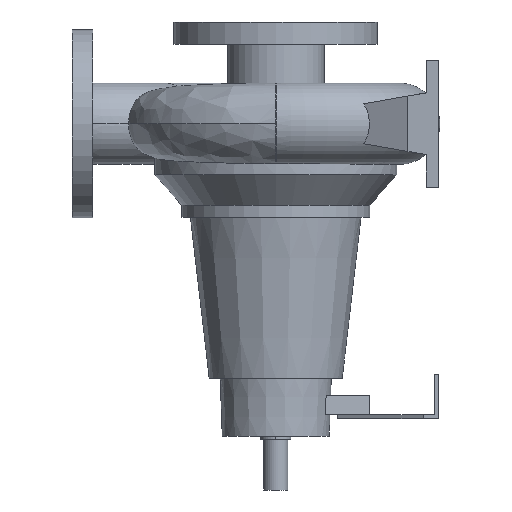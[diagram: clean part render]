
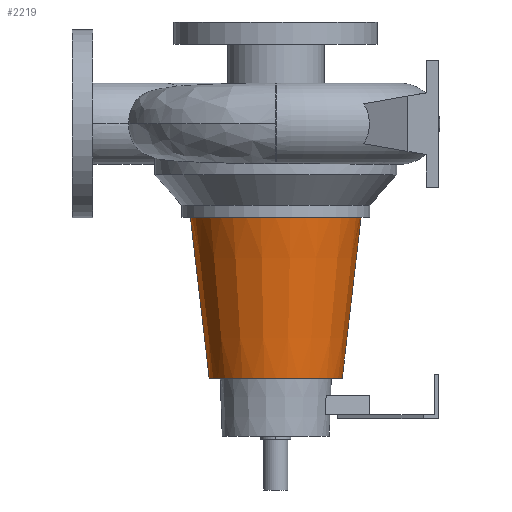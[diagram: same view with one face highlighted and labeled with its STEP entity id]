
A CAD part, left-side view. The second image highlights one B-rep face of the part: STEP entity #2219.
In plain terms, the highlighted conical face has half-angle 6.662 degrees and reference radius 65.4 mm.
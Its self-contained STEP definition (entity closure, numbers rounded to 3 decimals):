
#187 = CARTESIAN_POINT ( 'NONE',  ( 0., -65.4, -250. ) ) ;
#221 = DIRECTION ( 'NONE',  ( 0., 0.116, 0.993 ) ) ;
#289 = CARTESIAN_POINT ( 'NONE',  ( 0., 83.854, -92. ) ) ;
#804 = LINE ( 'NONE', #2917, #5416 ) ;
#856 = CARTESIAN_POINT ( 'NONE',  ( 0., 65.4, -250. ) ) ;
#1129 = VERTEX_POINT ( 'NONE', #4280 ) ;
#1251 = AXIS2_PLACEMENT_3D ( 'NONE', #4991, #1734, #3825 ) ;
#1307 = VERTEX_POINT ( 'NONE', #2977 ) ;
#1564 = CARTESIAN_POINT ( 'NONE',  ( 0., 0., -250. ) ) ;
#1734 = DIRECTION ( 'NONE',  ( 0., 0., 1. ) ) ;
#1760 = VECTOR ( 'NONE', #1768, 1000. ) ;
#1768 = DIRECTION ( 'NONE',  ( 0., -0.116, 0.993 ) ) ;
#1911 = ORIENTED_EDGE ( 'NONE', *, *, #2559, .F. ) ;
#2200 = FACE_OUTER_BOUND ( 'NONE', #4221, .T. ) ;
#2219 = ADVANCED_FACE ( 'NONE', ( #2200 ), #5845, .T. ) ;
#2424 = VERTEX_POINT ( 'NONE', #289 ) ;
#2559 = EDGE_CURVE ( 'NONE', #4845, #2424, #804, .T. ) ;
#2855 = EDGE_CURVE ( 'NONE', #2424, #1129, #6166, .T. ) ;
#2917 = CARTESIAN_POINT ( 'NONE',  ( 0., 65.4, -250. ) ) ;
#2977 = CARTESIAN_POINT ( 'NONE',  ( 0., -65.4, -250. ) ) ;
#3117 = DIRECTION ( 'NONE',  ( 0., 0., 1. ) ) ;
#3563 = ORIENTED_EDGE ( 'NONE', *, *, #4064, .T. ) ;
#3658 = DIRECTION ( 'NONE',  ( 0., -1., 0. ) ) ;
#3825 = DIRECTION ( 'NONE',  ( 0., -1., 0. ) ) ;
#3843 = EDGE_CURVE ( 'NONE', #4845, #1307, #5041, .T. ) ;
#4000 = ORIENTED_EDGE ( 'NONE', *, *, #3843, .T. ) ;
#4064 = EDGE_CURVE ( 'NONE', #1307, #1129, #4897, .T. ) ;
#4221 = EDGE_LOOP ( 'NONE', ( #1911, #4000, #3563, #4528 ) ) ;
#4280 = CARTESIAN_POINT ( 'NONE',  ( 0., -83.854, -92. ) ) ;
#4528 = ORIENTED_EDGE ( 'NONE', *, *, #2855, .F. ) ;
#4539 = AXIS2_PLACEMENT_3D ( 'NONE', #6362, #5753, #4697 ) ;
#4697 = DIRECTION ( 'NONE',  ( 0., -1., 0. ) ) ;
#4845 = VERTEX_POINT ( 'NONE', #856 ) ;
#4897 = LINE ( 'NONE', #187, #1760 ) ;
#4991 = CARTESIAN_POINT ( 'NONE',  ( 0., 0., -92. ) ) ;
#5041 = CIRCLE ( 'NONE', #6020, 65.4 ) ;
#5416 = VECTOR ( 'NONE', #221, 1000. ) ;
#5753 = DIRECTION ( 'NONE',  ( 0., 0., 1. ) ) ;
#5845 = CONICAL_SURFACE ( 'NONE', #4539, 65.4, 0.116 ) ;
#6020 = AXIS2_PLACEMENT_3D ( 'NONE', #1564, #3117, #3658 ) ;
#6166 = CIRCLE ( 'NONE', #1251, 83.854 ) ;
#6362 = CARTESIAN_POINT ( 'NONE',  ( 0., 0., -250. ) ) ;
